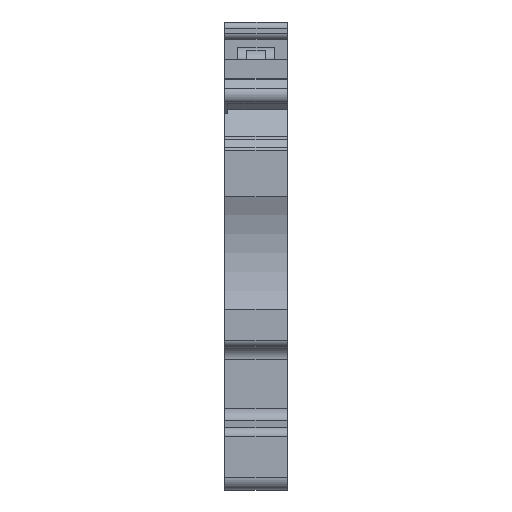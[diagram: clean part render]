
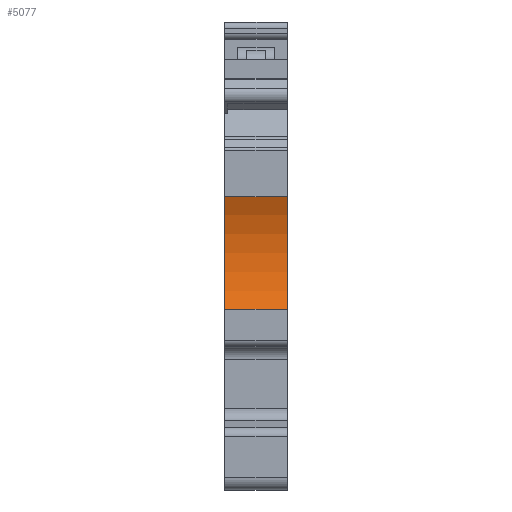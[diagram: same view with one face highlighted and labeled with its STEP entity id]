
A CAD part, left-side view. The second image highlights one B-rep face of the part: STEP entity #5077.
In plain terms, the highlighted cylindrical face has radius 10.6 mm (diameter 21.2 mm), a partial arc.
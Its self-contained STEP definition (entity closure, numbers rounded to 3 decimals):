
#38=CYLINDRICAL_SURFACE('',#5364,10.6);
#278=LINE('',#7209,#680);
#279=LINE('',#7213,#681);
#680=VECTOR('',#6037,1000.);
#681=VECTOR('',#6042,1000.);
#1269=ORIENTED_EDGE('',*,*,#2173,.T.);
#1270=ORIENTED_EDGE('',*,*,#2270,.F.);
#1271=ORIENTED_EDGE('',*,*,#2271,.T.);
#1272=ORIENTED_EDGE('',*,*,#2272,.F.);
#2173=EDGE_CURVE('',#2717,#2716,#2990,.T.);
#2270=EDGE_CURVE('',#2767,#2716,#278,.F.);
#2271=EDGE_CURVE('',#2767,#2768,#3011,.T.);
#2272=EDGE_CURVE('',#2717,#2768,#279,.T.);
#2716=VERTEX_POINT('',#7015);
#2717=VERTEX_POINT('',#7017);
#2767=VERTEX_POINT('',#7208);
#2768=VERTEX_POINT('',#7212);
#2990=CIRCLE('',#5298,10.6);
#3011=CIRCLE('',#5365,10.6);
#3145=EDGE_LOOP('',(#1269,#1270,#1271,#1272));
#3361=FACE_BOUND('',#3145,.T.);
#5077=ADVANCED_FACE('',(#3361),#38,.F.);
#5298=AXIS2_PLACEMENT_3D('',#7016,#5829,#5830);
#5364=AXIS2_PLACEMENT_3D('',#7210,#6038,#6039);
#5365=AXIS2_PLACEMENT_3D('',#7211,#6040,#6041);
#5829=DIRECTION('',(0.,1.,0.));
#5830=DIRECTION('',(0.,0.,-1.));
#6037=DIRECTION('',(0.,-1.,0.));
#6038=DIRECTION('',(0.,-1.,0.));
#6039=DIRECTION('',(0.,0.,1.));
#6040=DIRECTION('',(0.,-1.,0.));
#6041=DIRECTION('',(-1.,0.,0.));
#6042=DIRECTION('',(0.,-1.,0.));
#7015=CARTESIAN_POINT('',(-42.5,2.5,-2.));
#7016=CARTESIAN_POINT('',(-52.097,2.5,2.5));
#7017=CARTESIAN_POINT('',(-42.5,2.5,7.));
#7208=CARTESIAN_POINT('',(-42.5,-2.5,-2.));
#7209=CARTESIAN_POINT('',(-42.5,88.818,-2.));
#7210=CARTESIAN_POINT('',(-52.097,88.818,2.5));
#7211=CARTESIAN_POINT('',(-52.097,-2.5,2.5));
#7212=CARTESIAN_POINT('',(-42.5,-2.5,7.));
#7213=CARTESIAN_POINT('',(-42.5,88.818,7.));
